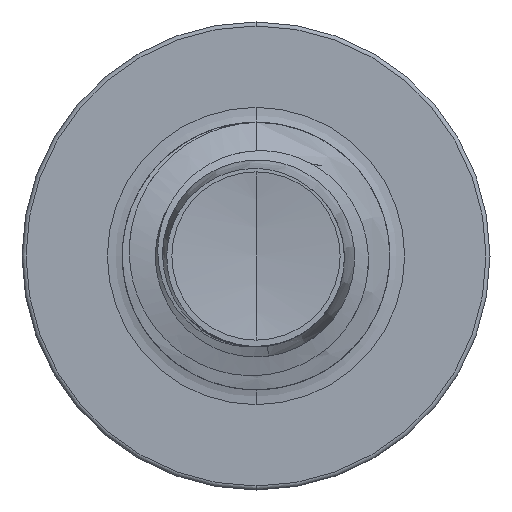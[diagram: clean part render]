
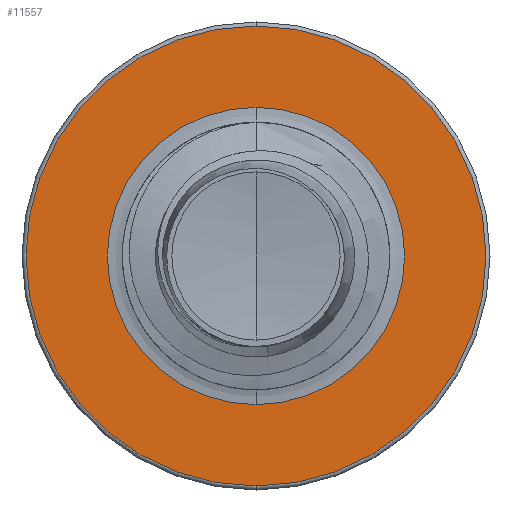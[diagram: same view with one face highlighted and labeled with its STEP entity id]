
A CAD part, front view. The second image highlights one B-rep face of the part: STEP entity #11557.
In plain terms, the highlighted planar face has unit normal (0, -1, 0).
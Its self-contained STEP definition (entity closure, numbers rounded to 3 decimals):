
#75 = DIRECTION ( 'NONE',  ( 0., 0., 1. ) ) ;
#280 = AXIS2_PLACEMENT_3D ( 'NONE', #14760, #4890, #16284 ) ;
#676 = ORIENTED_EDGE ( 'NONE', *, *, #16200, .T. ) ;
#855 = VERTEX_POINT ( 'NONE', #6835 ) ;
#1140 = AXIS2_PLACEMENT_3D ( 'NONE', #19856, #10663, #75 ) ;
#1982 = CIRCLE ( 'NONE', #1140, 1.72 ) ;
#3664 = VERTEX_POINT ( 'NONE', #8057 ) ;
#3979 = CARTESIAN_POINT ( 'NONE',  ( 0., 7.5, 0. ) ) ;
#4851 = CIRCLE ( 'NONE', #9528, 1.112 ) ;
#4890 = DIRECTION ( 'NONE',  ( 0., 1., 0. ) ) ;
#4902 = ORIENTED_EDGE ( 'NONE', *, *, #19085, .T. ) ;
#5479 = AXIS2_PLACEMENT_3D ( 'NONE', #7672, #18642, #9454 ) ;
#5630 = VERTEX_POINT ( 'NONE', #18667 ) ;
#5750 = DIRECTION ( 'NONE',  ( 0., 0., 1. ) ) ;
#6102 = VERTEX_POINT ( 'NONE', #18607 ) ;
#6368 = FACE_BOUND ( 'NONE', #17341, .T. ) ;
#6835 = CARTESIAN_POINT ( 'NONE',  ( 0., 7.5, -1.112 ) ) ;
#7614 = CIRCLE ( 'NONE', #5479, 1.112 ) ;
#7672 = CARTESIAN_POINT ( 'NONE',  ( 0., 7.5, 0. ) ) ;
#7770 = AXIS2_PLACEMENT_3D ( 'NONE', #18765, #9587, #20427 ) ;
#8057 = CARTESIAN_POINT ( 'NONE',  ( 0., 7.5, -1.72 ) ) ;
#8990 = ORIENTED_EDGE ( 'NONE', *, *, #19111, .F. ) ;
#9454 = DIRECTION ( 'NONE',  ( 0., 0., 1. ) ) ;
#9528 = AXIS2_PLACEMENT_3D ( 'NONE', #3979, #15539, #5750 ) ;
#9587 = DIRECTION ( 'NONE',  ( 0., 1., 0. ) ) ;
#10663 = DIRECTION ( 'NONE',  ( 0., 1., 0. ) ) ;
#11467 = CIRCLE ( 'NONE', #7770, 1.72 ) ;
#11557 = ADVANCED_FACE ( 'NONE', ( #15052, #6368 ), #13174, .F. ) ;
#12808 = ORIENTED_EDGE ( 'NONE', *, *, #15063, .F. ) ;
#13174 = PLANE ( 'NONE',  #280 ) ;
#13688 = EDGE_LOOP ( 'NONE', ( #12808, #8990 ) ) ;
#14760 = CARTESIAN_POINT ( 'NONE',  ( 0., 7.5, -1.112 ) ) ;
#15052 = FACE_OUTER_BOUND ( 'NONE', #13688, .T. ) ;
#15063 = EDGE_CURVE ( 'NONE', #5630, #3664, #1982, .T. ) ;
#15539 = DIRECTION ( 'NONE',  ( 0., 1., 0. ) ) ;
#16200 = EDGE_CURVE ( 'NONE', #855, #6102, #4851, .T. ) ;
#16284 = DIRECTION ( 'NONE',  ( 0., 0., 1. ) ) ;
#17341 = EDGE_LOOP ( 'NONE', ( #4902, #676 ) ) ;
#18607 = CARTESIAN_POINT ( 'NONE',  ( 0., 7.5, 1.112 ) ) ;
#18642 = DIRECTION ( 'NONE',  ( 0., 1., 0. ) ) ;
#18667 = CARTESIAN_POINT ( 'NONE',  ( 0., 7.5, 1.72 ) ) ;
#18765 = CARTESIAN_POINT ( 'NONE',  ( 0., 7.5, 0. ) ) ;
#19085 = EDGE_CURVE ( 'NONE', #6102, #855, #7614, .T. ) ;
#19111 = EDGE_CURVE ( 'NONE', #3664, #5630, #11467, .T. ) ;
#19856 = CARTESIAN_POINT ( 'NONE',  ( 0., 7.5, 0. ) ) ;
#20427 = DIRECTION ( 'NONE',  ( 0., 0., 1. ) ) ;
